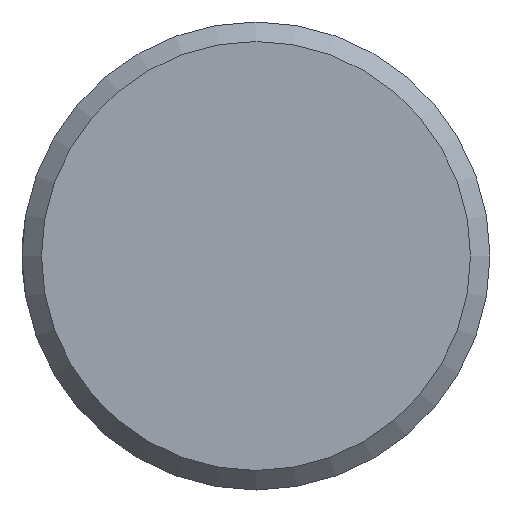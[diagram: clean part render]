
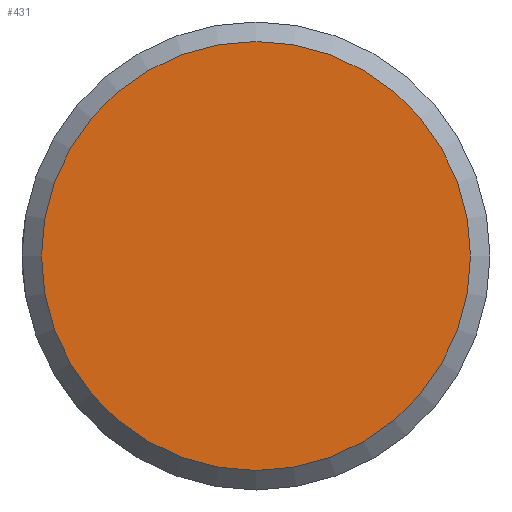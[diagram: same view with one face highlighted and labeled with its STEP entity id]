
A CAD part, front view. The second image highlights one B-rep face of the part: STEP entity #431.
In plain terms, the highlighted planar face has unit normal (0, -1, 0).
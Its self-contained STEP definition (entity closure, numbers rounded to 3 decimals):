
#46=PLANE('',#481);
#56=FACE_OUTER_BOUND('',#83,.T.);
#83=EDGE_LOOP('',(#282));
#151=CIRCLE('',#482,8.25);
#180=VERTEX_POINT('',#674);
#221=EDGE_CURVE('',#180,#180,#151,.T.);
#282=ORIENTED_EDGE('',*,*,#221,.F.);
#431=ADVANCED_FACE('',(#56),#46,.T.);
#481=AXIS2_PLACEMENT_3D('',#673,#544,#545);
#482=AXIS2_PLACEMENT_3D('',#675,#546,#547);
#544=DIRECTION('center_axis',(0.,-1.,0.));
#545=DIRECTION('ref_axis',(0.,0.,-1.));
#546=DIRECTION('center_axis',(0.,1.,0.));
#547=DIRECTION('ref_axis',(-1.,0.,0.));
#673=CARTESIAN_POINT('Origin',(-8.23,-34.5,-1.757));
#674=CARTESIAN_POINT('',(-4.48,-34.5,-1.757));
#675=CARTESIAN_POINT('Origin',(-12.73,-34.5,-1.757));
